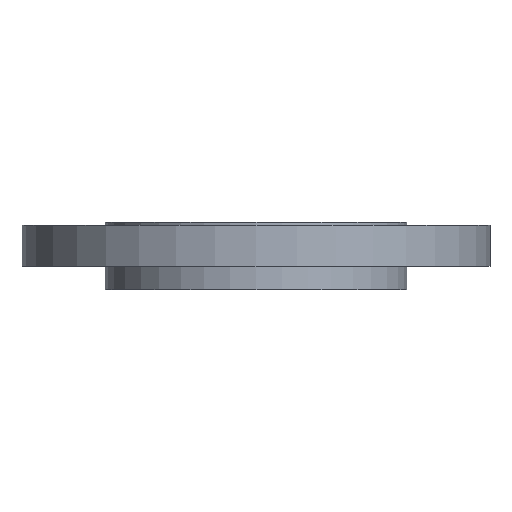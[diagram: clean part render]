
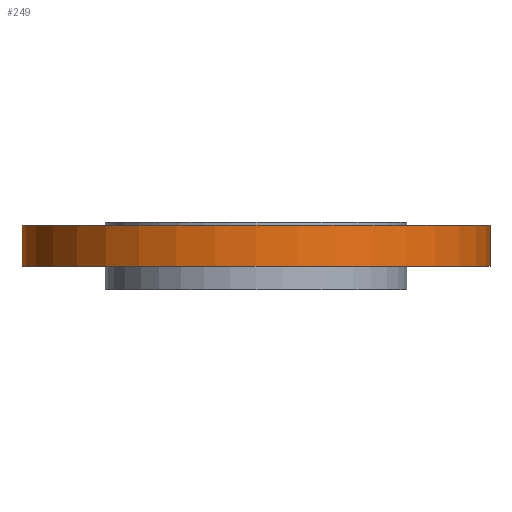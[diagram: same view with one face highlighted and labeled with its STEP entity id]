
A CAD part, front view. The second image highlights one B-rep face of the part: STEP entity #249.
In plain terms, the highlighted cylindrical face has radius 127 mm (diameter 254 mm), a partial arc.
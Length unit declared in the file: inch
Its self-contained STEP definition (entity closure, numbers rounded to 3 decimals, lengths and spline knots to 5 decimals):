
#5 = CARTESIAN_POINT ( 'NONE',  ( 5., 0., -0.94 ) ) ;
#16 = LINE ( 'NONE', #560, #535 ) ;
#21 = DIRECTION ( 'NONE',  ( 1., 0., 0. ) ) ;
#24 = DIRECTION ( 'NONE',  ( 0., 0., 1. ) ) ;
#50 = AXIS2_PLACEMENT_3D ( 'NONE', #164, #149, #21 ) ;
#66 = AXIS2_PLACEMENT_3D ( 'NONE', #118, #804, #681 ) ;
#96 = CARTESIAN_POINT ( 'NONE',  ( -5., 0., -15.08214 ) ) ;
#118 = CARTESIAN_POINT ( 'NONE',  ( 0., 0., -15.08214 ) ) ;
#121 = CARTESIAN_POINT ( 'NONE',  ( -5., 0., -0.0625 ) ) ;
#139 = CIRCLE ( 'NONE', #50, 5. ) ;
#149 = DIRECTION ( 'NONE',  ( 0., 0., 1. ) ) ;
#164 = CARTESIAN_POINT ( 'NONE',  ( 0., 0., -0.0625 ) ) ;
#179 = DIRECTION ( 'NONE',  ( 1., 0., 0. ) ) ;
#180 = EDGE_CURVE ( 'NONE', #476, #791, #472, .T. ) ;
#232 = ORIENTED_EDGE ( 'NONE', *, *, #301, .F. ) ;
#249 = ADVANCED_FACE ( 'NONE', ( #743 ), #515, .T. ) ;
#257 = CARTESIAN_POINT ( 'NONE',  ( 5., 0., -0.0625 ) ) ;
#296 = EDGE_LOOP ( 'NONE', ( #453, #232, #501, #670 ) ) ;
#301 = EDGE_CURVE ( 'NONE', #1002, #476, #962, .T. ) ;
#364 = CARTESIAN_POINT ( 'NONE',  ( 0., 0., -0.94 ) ) ;
#453 = ORIENTED_EDGE ( 'NONE', *, *, #180, .F. ) ;
#472 = LINE ( 'NONE', #96, #506 ) ;
#476 = VERTEX_POINT ( 'NONE', #698 ) ;
#501 = ORIENTED_EDGE ( 'NONE', *, *, #575, .T. ) ;
#506 = VECTOR ( 'NONE', #24, 39.37008 ) ;
#509 = DIRECTION ( 'NONE',  ( 0., 0., -1. ) ) ;
#515 = CYLINDRICAL_SURFACE ( 'NONE', #66, 5. ) ;
#535 = VECTOR ( 'NONE', #775, 39.37008 ) ;
#560 = CARTESIAN_POINT ( 'NONE',  ( 5., 0., -15.08214 ) ) ;
#575 = EDGE_CURVE ( 'NONE', #1002, #929, #16, .T. ) ;
#602 = AXIS2_PLACEMENT_3D ( 'NONE', #364, #509, #179 ) ;
#670 = ORIENTED_EDGE ( 'NONE', *, *, #673, .F. ) ;
#673 = EDGE_CURVE ( 'NONE', #791, #929, #139, .T. ) ;
#681 = DIRECTION ( 'NONE',  ( 1., 0., 0. ) ) ;
#698 = CARTESIAN_POINT ( 'NONE',  ( -5., 0., -0.94 ) ) ;
#743 = FACE_OUTER_BOUND ( 'NONE', #296, .T. ) ;
#775 = DIRECTION ( 'NONE',  ( 0., 0., 1. ) ) ;
#791 = VERTEX_POINT ( 'NONE', #121 ) ;
#804 = DIRECTION ( 'NONE',  ( 0., 0., 1. ) ) ;
#929 = VERTEX_POINT ( 'NONE', #257 ) ;
#962 = CIRCLE ( 'NONE', #602, 5. ) ;
#1002 = VERTEX_POINT ( 'NONE', #5 ) ;
